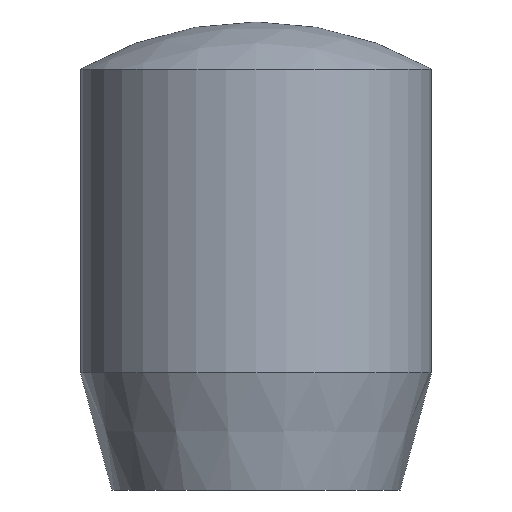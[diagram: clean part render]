
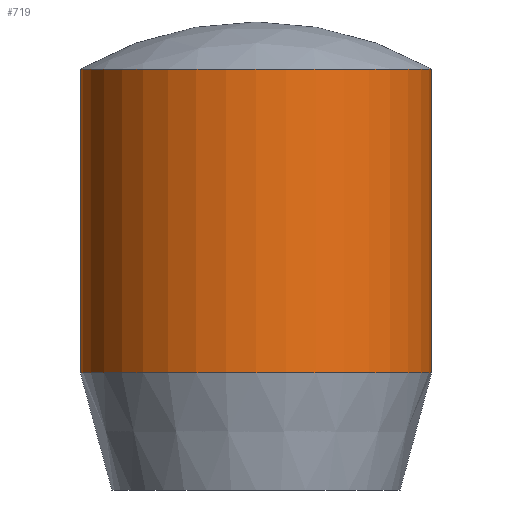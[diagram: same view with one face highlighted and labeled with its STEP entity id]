
A CAD part, front view. The second image highlights one B-rep face of the part: STEP entity #719.
In plain terms, the highlighted cylindrical face has radius 3 mm (diameter 6 mm), a partial arc.
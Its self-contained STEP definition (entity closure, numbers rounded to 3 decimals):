
#1 = AXIS2_PLACEMENT_3D ( 'NONE', #815, #647, #542 ) ;
#13 = ORIENTED_EDGE ( 'NONE', *, *, #241, .T. ) ;
#56 = ORIENTED_EDGE ( 'NONE', *, *, #247, .T. ) ;
#108 = CARTESIAN_POINT ( 'NONE',  ( 0., 0., -2. ) ) ;
#126 = VECTOR ( 'NONE', #461, 1000. ) ;
#183 = AXIS2_PLACEMENT_3D ( 'NONE', #510, #572, #633 ) ;
#184 = DIRECTION ( 'NONE',  ( 1., 0., 0. ) ) ;
#227 = EDGE_CURVE ( 'NONE', #264, #760, #366, .T. ) ;
#228 = EDGE_CURVE ( 'NONE', #264, #261, #797, .T. ) ;
#241 = EDGE_CURVE ( 'NONE', #760, #314, #781, .T. ) ;
#247 = EDGE_CURVE ( 'NONE', #314, #261, #676, .T. ) ;
#261 = VERTEX_POINT ( 'NONE', #398 ) ;
#264 = VERTEX_POINT ( 'NONE', #457 ) ;
#269 = CARTESIAN_POINT ( 'NONE',  ( -3., 0., -2. ) ) ;
#314 = VERTEX_POINT ( 'NONE', #269 ) ;
#331 = CYLINDRICAL_SURFACE ( 'NONE', #183, 3. ) ;
#366 = CIRCLE ( 'NONE', #1, 3. ) ;
#388 = FACE_OUTER_BOUND ( 'NONE', #665, .T. ) ;
#395 = DIRECTION ( 'NONE',  ( 0., 0., -1. ) ) ;
#398 = CARTESIAN_POINT ( 'NONE',  ( 3., 0., -2. ) ) ;
#457 = CARTESIAN_POINT ( 'NONE',  ( 3., 0., 3.196 ) ) ;
#461 = DIRECTION ( 'NONE',  ( 0., 0., -1. ) ) ;
#472 = VECTOR ( 'NONE', #395, 1000. ) ;
#510 = CARTESIAN_POINT ( 'NONE',  ( 0., 0., 4. ) ) ;
#521 = CARTESIAN_POINT ( 'NONE',  ( 3., 0., 4. ) ) ;
#528 = CARTESIAN_POINT ( 'NONE',  ( -3., 0., 4. ) ) ;
#542 = DIRECTION ( 'NONE',  ( -1., 0., 0. ) ) ;
#572 = DIRECTION ( 'NONE',  ( 0., 0., -1. ) ) ;
#584 = DIRECTION ( 'NONE',  ( 0., 0., 1. ) ) ;
#633 = DIRECTION ( 'NONE',  ( -1., 0., 0. ) ) ;
#644 = ORIENTED_EDGE ( 'NONE', *, *, #227, .T. ) ;
#647 = DIRECTION ( 'NONE',  ( 0., 0., -1. ) ) ;
#665 = EDGE_LOOP ( 'NONE', ( #812, #644, #13, #56 ) ) ;
#676 = CIRCLE ( 'NONE', #800, 3. ) ;
#719 = ADVANCED_FACE ( 'NONE', ( #388 ), #331, .T. ) ;
#739 = CARTESIAN_POINT ( 'NONE',  ( -3., 0., 3.196 ) ) ;
#760 = VERTEX_POINT ( 'NONE', #739 ) ;
#781 = LINE ( 'NONE', #528, #472 ) ;
#797 = LINE ( 'NONE', #521, #126 ) ;
#800 = AXIS2_PLACEMENT_3D ( 'NONE', #108, #584, #184 ) ;
#812 = ORIENTED_EDGE ( 'NONE', *, *, #228, .F. ) ;
#815 = CARTESIAN_POINT ( 'NONE',  ( 0., 0., 3.196 ) ) ;
